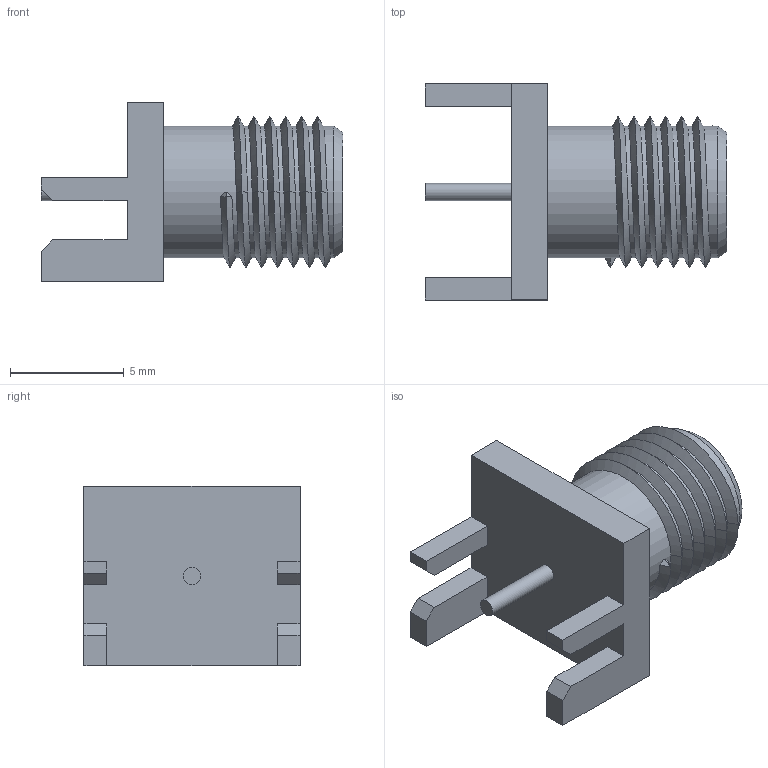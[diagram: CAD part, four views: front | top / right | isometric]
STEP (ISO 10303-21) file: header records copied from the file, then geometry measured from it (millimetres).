
FILE_DESCRIPTION(('FreeCAD Model'),'2;1');
FILE_NAME('Open CASCADE Shape Model','2022-07-07T15:29:41',( 'kicad StepUp'),('ksu MCAD'),'Open CASCADE STEP processor 7.5', 'FreeCAD','Unknown');
FILE_SCHEMA(('AUTOMOTIVE_DESIGN { 1 0 10303 214 1 1 1 1 }'));
Length unit declared in the file: millimetre
Products named in the file (1): SMA_EdgeMount
Bounding box: 13.3 x 9.52 x 7.92 mm (x, y, z)
Volume: 331.5 mm3; surface area: 641 mm2
Topology: 2 solids, 2 shells, 58 faces, 132 edges, 81 vertices
Faces by surface type: plane 29, bspline 25, cylinder 3, cone 1
Full cylindrical faces by diameter (mm): 0.76 x1, 4.6 x1, 5.8 x1
Entity records: 3272 total; most frequent: CARTESIAN_POINT 2123, ORIENTED_EDGE 264, DIRECTION 153, EDGE_CURVE 132, VERTEX_POINT 81, LINE 71, VECTOR 71, FACE_BOUND 61
